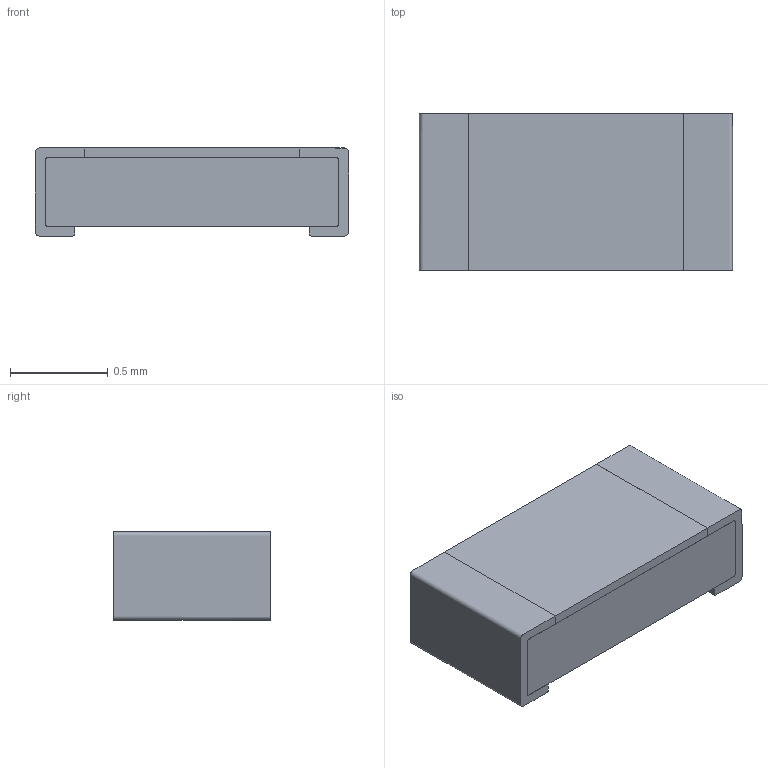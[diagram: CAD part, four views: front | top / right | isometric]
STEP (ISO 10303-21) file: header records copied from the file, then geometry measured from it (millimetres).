
FILE_DESCRIPTION(/* description */ (''),/* implementation_level */ '2;1');
FILE_NAME(/* name */ 'Resistor - 0603 - 1.6x0.8mm - SMD v1.step',/* time_stamp */ '2023-01-29T16:52:01Z',/* author */ (''),/* organization */ (''),/* preprocessor_version */ 'ST-DEVELOPER v19.2',/* originating_system */ 'Autodesk Translation Framework v11.17.0.187',/* authorisation */ '');
FILE_SCHEMA (('AUTOMOTIVE_DESIGN { 1 0 10303 214 3 1 1 }'));
Length unit declared in the file: millimetre
Products named in the file (1): Resistor - 0603 - 1.6x0.8mm - SMD 
Bounding box: 1.6 x 0.8 x 0.45 mm (x, y, z)
Volume: 0.5 mm3; surface area: 8.8 mm2
Topology: 4 solids, 4 shells, 22 faces, 42 edges, 28 vertices
Faces by surface type: plane 14, bspline 8
Entity records: 813 total; most frequent: CARTESIAN_POINT 389, ORIENTED_EDGE 84, DIRECTION 56, EDGE_CURVE 42, VERTEX_POINT 28, LINE 26, VECTOR 26, FACE_OUTER_BOUND 22
